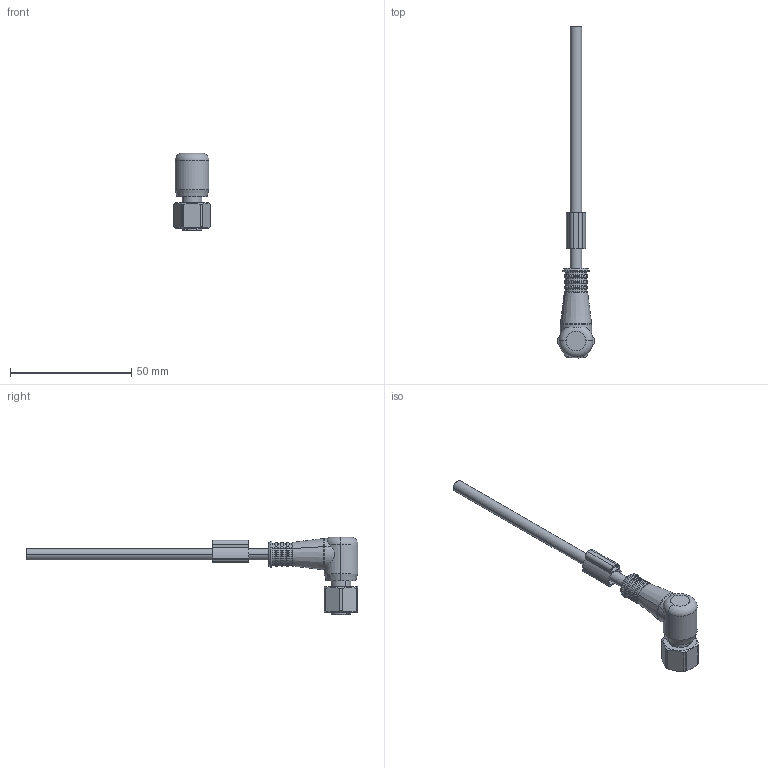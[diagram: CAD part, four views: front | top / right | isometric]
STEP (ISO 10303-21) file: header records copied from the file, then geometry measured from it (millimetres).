
FILE_DESCRIPTION(('CATIA V5 STEP Exchange','CAx-IF Rec.Pracs.--- Model Styling and Organization---1.4--- 2014-01-23'),'2;1');
FILE_NAME ('034585-1_1', '2020-04-04T06:02:05+00:00', ('none'), ('Weidmueller'), 'CATIA Version 5-6 Release 2016 SP3 HF44', 'CATIA V5 STEP AP214', 'none');
FILE_SCHEMA(('AUTOMOTIVE_DESIGN { 1 0 10303 214 1 1 1 1 }'));
Length unit declared in the file: millimetre
Products named in the file (1): 9457960150
Bounding box: 15.55 x 137 x 32 mm (x, y, z)
Volume: 8458.8 mm3; surface area: 6866.6 mm2
Topology: 10 solids, 10 shells, 413 faces, 996 edges, 607 vertices
Faces by surface type: cylinder 147, plane 121, cone 80, torus 45, bspline 16, revolution 4
Entity records: 11595 total; most frequent: CARTESIAN_POINT 2810, ORIENTED_EDGE 1972, DIRECTION 1424, EDGE_CURVE 986, AXIS2_PLACEMENT_3D 743, VERTEX_POINT 607, CIRCLE 485, EDGE_LOOP 443
